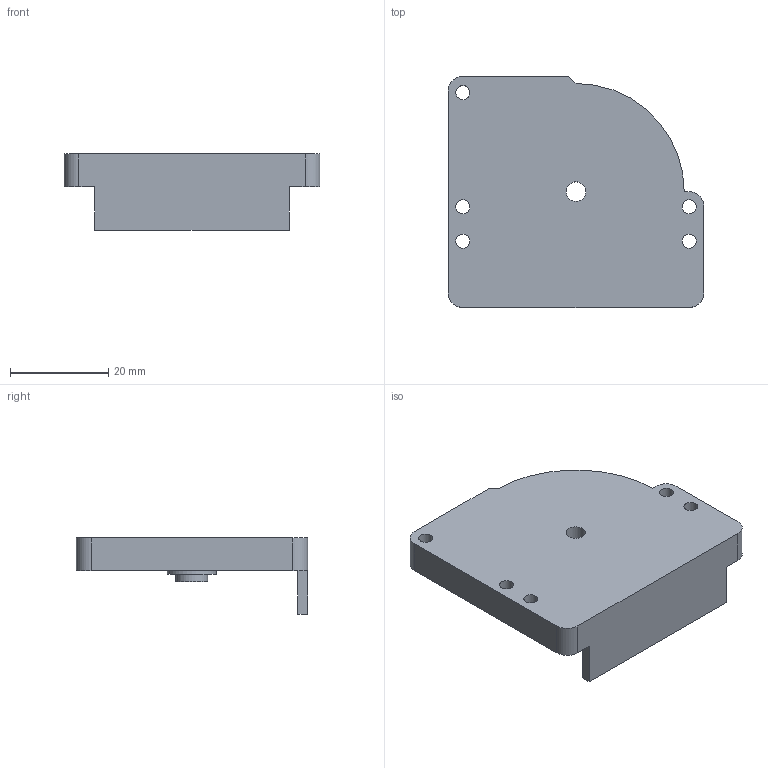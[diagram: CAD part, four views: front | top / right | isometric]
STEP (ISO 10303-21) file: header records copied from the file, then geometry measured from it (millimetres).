
FILE_DESCRIPTION(/* description */ ('Alibre Inc.'),/* implementation_level */ '2;1');
FILE_NAME(/* name */ 'export-D3DBC275-C22E-48E6-A562-5039EA56F3C8',/* time_stamp */ '2024-10-16T09:18:46+02:00',/* author */ (''),/* organization */ (''),/* preprocessor_version */ 'ST-DEVELOPER v17',/* originating_system */ 'Alibre',/* authorisation */ '');
FILE_SCHEMA (('AUTOMOTIVE_DESIGN'));
Length unit declared in the file: millimetre
Bounding box: 52 x 47 x 15.5 mm (x, y, z)
Volume: 11213.1 mm3; surface area: 7241 mm2
Topology: 1 solids, 1 shells, 35 faces, 95 edges, 64 vertices
Faces by surface type: plane 20, cylinder 15
Full cylindrical faces by diameter (mm): 2.85 x5, 4 x1, 6.5 x1, 10 x1
Entity records: 1072 total; most frequent: CARTESIAN_POINT 181, ORIENTED_EDGE 170, DIRECTION 164, EDGE_CURVE 85, AXIS2_PLACEMENT_3D 65, VERTEX_POINT 62, EDGE_LOOP 57, FACE_BOUND 57
